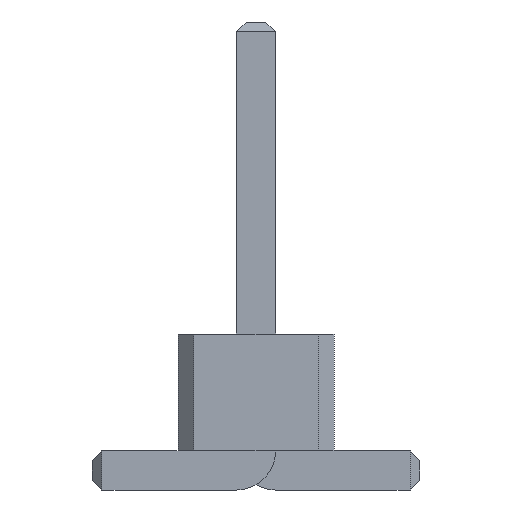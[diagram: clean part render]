
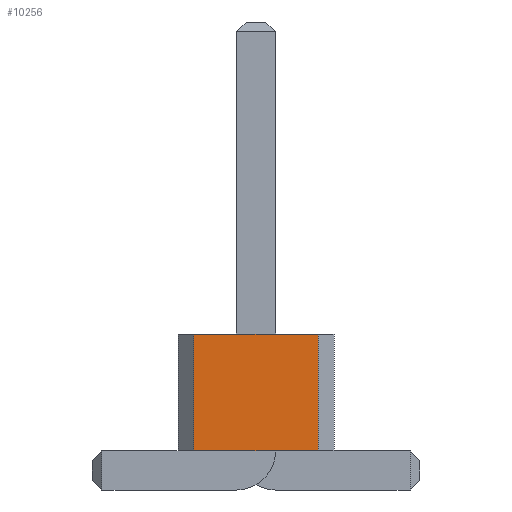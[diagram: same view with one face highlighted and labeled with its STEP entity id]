
A CAD part, front view. The second image highlights one B-rep face of the part: STEP entity #10256.
In plain terms, the highlighted planar face has unit normal (0, -1, 0).
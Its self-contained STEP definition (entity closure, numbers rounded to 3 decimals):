
#1846 = VERTEX_POINT('',#1847);
#1847 = CARTESIAN_POINT('',(0.8,-36.,0.5));
#1853 = EDGE_CURVE('',#1854,#1846,#1856,.T.);
#1854 = VERTEX_POINT('',#1855);
#1855 = CARTESIAN_POINT('',(-0.8,-36.,0.5));
#1856 = LINE('',#1857,#1858);
#1857 = CARTESIAN_POINT('',(-0.8,-36.,0.5));
#1858 = VECTOR('',#1859,1.);
#1859 = DIRECTION('',(1.,0.,0.));
#4439 = VERTEX_POINT('',#4440);
#4440 = CARTESIAN_POINT('',(0.8,-36.,2.));
#4446 = EDGE_CURVE('',#4447,#4439,#4449,.T.);
#4447 = VERTEX_POINT('',#4448);
#4448 = CARTESIAN_POINT('',(-0.8,-36.,2.));
#4449 = LINE('',#4450,#4451);
#4450 = CARTESIAN_POINT('',(-0.8,-36.,2.));
#4451 = VECTOR('',#4452,1.);
#4452 = DIRECTION('',(1.,0.,0.));
#10245 = EDGE_CURVE('',#1854,#4447,#10246,.T.);
#10246 = LINE('',#10247,#10248);
#10247 = CARTESIAN_POINT('',(-0.8,-36.,0.5));
#10248 = VECTOR('',#10249,1.);
#10249 = DIRECTION('',(0.,0.,1.));
#10256 = ADVANCED_FACE('',(#10257),#10268,.F.);
#10257 = FACE_BOUND('',#10258,.F.);
#10258 = EDGE_LOOP('',(#10259,#10260,#10261,#10267));
#10259 = ORIENTED_EDGE('',*,*,#10245,.T.);
#10260 = ORIENTED_EDGE('',*,*,#4446,.T.);
#10261 = ORIENTED_EDGE('',*,*,#10262,.F.);
#10262 = EDGE_CURVE('',#1846,#4439,#10263,.T.);
#10263 = LINE('',#10264,#10265);
#10264 = CARTESIAN_POINT('',(0.8,-36.,0.5));
#10265 = VECTOR('',#10266,1.);
#10266 = DIRECTION('',(0.,0.,1.));
#10267 = ORIENTED_EDGE('',*,*,#1853,.F.);
#10268 = PLANE('',#10269);
#10269 = AXIS2_PLACEMENT_3D('',#10270,#10271,#10272);
#10270 = CARTESIAN_POINT('',(-0.8,-36.,0.5));
#10271 = DIRECTION('',(0.,1.,0.));
#10272 = DIRECTION('',(1.,0.,0.));
